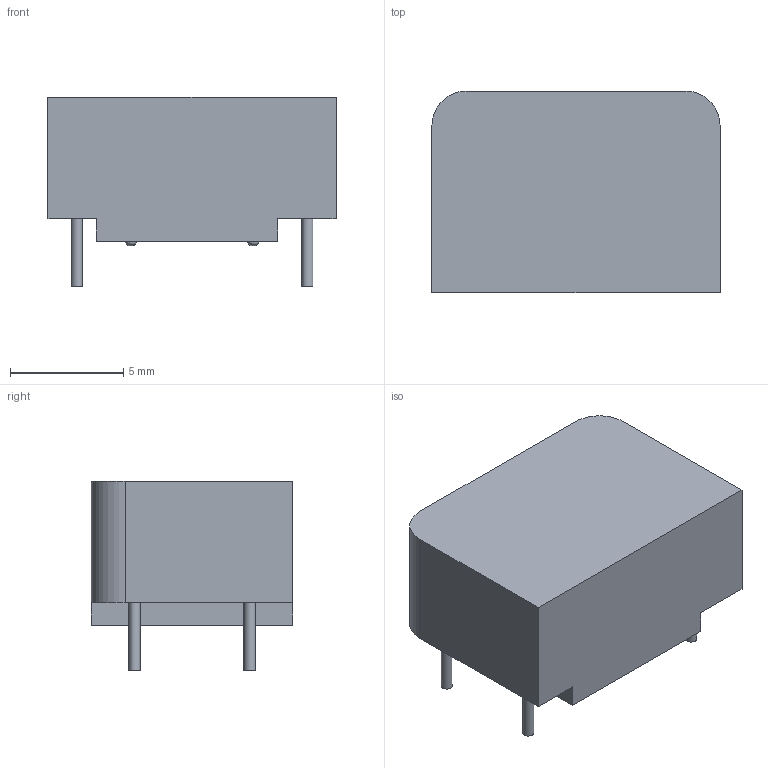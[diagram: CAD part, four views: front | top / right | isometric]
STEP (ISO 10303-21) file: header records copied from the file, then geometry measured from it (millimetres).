
FILE_DESCRIPTION(('FreeCAD Model'),'2;1');
FILE_NAME('PE_65612.stp','2020-11-14T17:40:53',('Author'),(''), 'Open CASCADE STEP processor 7.3','FreeCAD','Unknown');
FILE_SCHEMA(('CONFIG_CONTROL_DESIGN','SHAPE_APPEARANCE_LAYER_MIM'));
Length unit declared in the file: millimetre
Products named in the file (4): Unnamed; Body; pins; Body001
Assembly tree (6 placements, depth 3):
  Unnamed
    Body
    pins
      Body001  x4
Bounding box: 12.7 x 8.89 x 8.35 mm (x, y, z)
Volume: 672.5 mm3; surface area: 502.8 mm2
Topology: 5 solids, 5 shells, 36 faces, 62 edges, 40 vertices
Faces by surface type: plane 22, cylinder 10, revolution 4
Full cylindrical faces by diameter (mm): 0.5 x8
Entity records: 1622 total; most frequent: CARTESIAN_POINT 267, DIRECTION 243, LINE 123, VECTOR 123, ORIENTED_EDGE 106, PCURVE 106, DEFINITIONAL_REPRESENTATION 106, EDGE_CURVE 53
